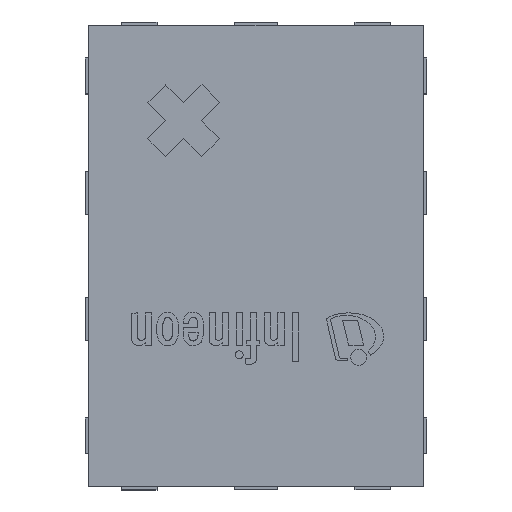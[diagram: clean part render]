
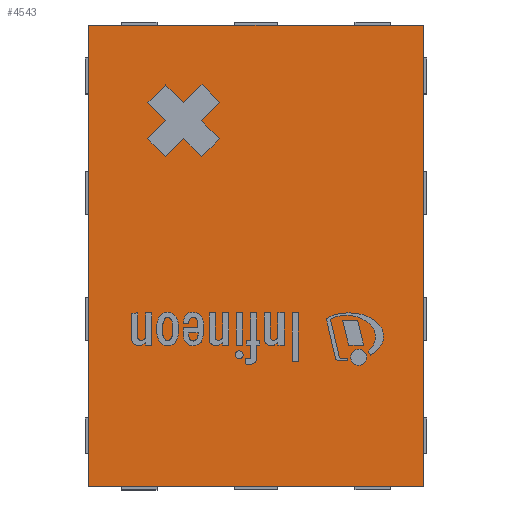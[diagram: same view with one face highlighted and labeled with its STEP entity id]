
A CAD part, top view. The second image highlights one B-rep face of the part: STEP entity #4543.
In plain terms, the highlighted planar face has unit normal (0, 0, 1).
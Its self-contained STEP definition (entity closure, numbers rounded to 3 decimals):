
#160=FACE_BOUND('',#475,.T.);
#185=FACE_OUTER_BOUND('',#474,.T.);
#474=EDGE_LOOP('',(#3070,#3071,#3072,#3073));
#475=EDGE_LOOP('',(#3074,#3075,#3076,#3077,#3078,#3079,#3080,#3081,#3082,
#3083,#3084,#3085));
#754=LINE('',#6290,#1344);
#758=LINE('',#6297,#1348);
#761=LINE('',#6303,#1351);
#764=LINE('',#6309,#1354);
#767=LINE('',#6315,#1357);
#770=LINE('',#6321,#1360);
#773=LINE('',#6327,#1363);
#776=LINE('',#6333,#1366);
#779=LINE('',#6339,#1369);
#782=LINE('',#6345,#1372);
#785=LINE('',#6351,#1375);
#787=LINE('',#6354,#1377);
#788=LINE('',#6359,#1378);
#794=LINE('',#6370,#1384);
#797=LINE('',#6377,#1387);
#799=LINE('',#6380,#1389);
#1344=VECTOR('',#5138,1.);
#1348=VECTOR('',#5144,1.);
#1351=VECTOR('',#5149,1.);
#1354=VECTOR('',#5154,1.);
#1357=VECTOR('',#5159,1.);
#1360=VECTOR('',#5164,1.);
#1363=VECTOR('',#5169,1.);
#1366=VECTOR('',#5174,1.);
#1369=VECTOR('',#5179,1.);
#1372=VECTOR('',#5184,1.);
#1375=VECTOR('',#5189,1.);
#1377=VECTOR('',#5193,1.);
#1378=VECTOR('',#5198,1.);
#1384=VECTOR('',#5206,1.);
#1387=VECTOR('',#5213,1.);
#1389=VECTOR('',#5217,1.);
#1934=VERTEX_POINT('',#6287);
#1935=VERTEX_POINT('',#6289);
#1937=VERTEX_POINT('',#6295);
#1939=VERTEX_POINT('',#6301);
#1941=VERTEX_POINT('',#6307);
#1943=VERTEX_POINT('',#6313);
#1945=VERTEX_POINT('',#6319);
#1947=VERTEX_POINT('',#6325);
#1949=VERTEX_POINT('',#6331);
#1951=VERTEX_POINT('',#6337);
#1953=VERTEX_POINT('',#6343);
#1955=VERTEX_POINT('',#6349);
#1956=VERTEX_POINT('',#6357);
#1957=VERTEX_POINT('',#6358);
#1961=VERTEX_POINT('',#6368);
#1963=VERTEX_POINT('',#6376);
#2358=EDGE_CURVE('',#1935,#1934,#754,.T.);
#2362=EDGE_CURVE('',#1934,#1937,#758,.T.);
#2365=EDGE_CURVE('',#1937,#1939,#761,.T.);
#2368=EDGE_CURVE('',#1939,#1941,#764,.T.);
#2371=EDGE_CURVE('',#1941,#1943,#767,.T.);
#2374=EDGE_CURVE('',#1943,#1945,#770,.T.);
#2377=EDGE_CURVE('',#1945,#1947,#773,.T.);
#2380=EDGE_CURVE('',#1947,#1949,#776,.T.);
#2383=EDGE_CURVE('',#1949,#1951,#779,.T.);
#2386=EDGE_CURVE('',#1951,#1953,#782,.T.);
#2389=EDGE_CURVE('',#1953,#1955,#785,.T.);
#2391=EDGE_CURVE('',#1955,#1935,#787,.T.);
#2392=EDGE_CURVE('',#1956,#1957,#788,.T.);
#2398=EDGE_CURVE('',#1957,#1961,#794,.T.);
#2401=EDGE_CURVE('',#1961,#1963,#797,.T.);
#2403=EDGE_CURVE('',#1963,#1956,#799,.T.);
#3070=ORIENTED_EDGE('',*,*,#2392,.T.);
#3071=ORIENTED_EDGE('',*,*,#2398,.T.);
#3072=ORIENTED_EDGE('',*,*,#2401,.T.);
#3073=ORIENTED_EDGE('',*,*,#2403,.T.);
#3074=ORIENTED_EDGE('',*,*,#2358,.T.);
#3075=ORIENTED_EDGE('',*,*,#2362,.T.);
#3076=ORIENTED_EDGE('',*,*,#2365,.T.);
#3077=ORIENTED_EDGE('',*,*,#2368,.T.);
#3078=ORIENTED_EDGE('',*,*,#2371,.T.);
#3079=ORIENTED_EDGE('',*,*,#2374,.T.);
#3080=ORIENTED_EDGE('',*,*,#2377,.T.);
#3081=ORIENTED_EDGE('',*,*,#2380,.T.);
#3082=ORIENTED_EDGE('',*,*,#2383,.T.);
#3083=ORIENTED_EDGE('',*,*,#2386,.T.);
#3084=ORIENTED_EDGE('',*,*,#2389,.T.);
#3085=ORIENTED_EDGE('',*,*,#2391,.T.);
#4276=PLANE('',#4871);
#4543=ADVANCED_FACE('',(#185,#160),#4276,.T.);
#4871=AXIS2_PLACEMENT_3D('',#6381,#5218,#5219);
#5138=DIRECTION('',(-0.704,0.71,0.));
#5144=DIRECTION('',(0.71,0.704,0.));
#5149=DIRECTION('',(0.704,-0.71,0.));
#5154=DIRECTION('',(0.707,0.707,0.));
#5159=DIRECTION('',(0.706,-0.709,0.));
#5164=DIRECTION('',(-0.707,-0.707,0.));
#5169=DIRECTION('',(0.707,-0.707,0.));
#5174=DIRECTION('',(-0.707,-0.707,0.));
#5179=DIRECTION('',(-0.707,0.707,0.));
#5184=DIRECTION('',(-0.707,-0.707,0.));
#5189=DIRECTION('',(-0.707,0.707,0.));
#5193=DIRECTION('',(0.707,0.707,0.));
#5198=DIRECTION('',(-1.,0.,0.));
#5206=DIRECTION('',(0.,-1.,0.));
#5213=DIRECTION('',(1.,0.,0.));
#5217=DIRECTION('',(0.,1.,0.));
#5218=DIRECTION('center_axis',(0.,0.,1.));
#5219=DIRECTION('ref_axis',(-1.,0.,0.));
#6287=CARTESIAN_POINT('',(-0.3,0.425,0.4));
#6289=CARTESIAN_POINT('',(-0.25,0.375,0.4));
#6290=CARTESIAN_POINT('',(-0.119,0.243,0.4));
#6295=CARTESIAN_POINT('',(-0.25,0.474,0.4));
#6297=CARTESIAN_POINT('',(-0.306,0.419,0.4));
#6301=CARTESIAN_POINT('',(-0.201,0.425,0.4));
#6303=CARTESIAN_POINT('',(-0.045,0.267,0.4));
#6307=CARTESIAN_POINT('',(-0.15,0.476,0.4));
#6309=CARTESIAN_POINT('',(-0.231,0.394,0.4));
#6313=CARTESIAN_POINT('',(-0.101,0.426,0.4));
#6315=CARTESIAN_POINT('',(0.031,0.294,0.4));
#6319=CARTESIAN_POINT('',(-0.152,0.375,0.4));
#6321=CARTESIAN_POINT('',(-0.207,0.319,0.4));
#6325=CARTESIAN_POINT('',(-0.102,0.325,0.4));
#6327=CARTESIAN_POINT('',(0.005,0.218,0.4));
#6331=CARTESIAN_POINT('',(-0.151,0.276,0.4));
#6333=CARTESIAN_POINT('',(-0.182,0.244,0.4));
#6337=CARTESIAN_POINT('',(-0.201,0.325,0.4));
#6339=CARTESIAN_POINT('',(-0.069,0.194,0.4));
#6343=CARTESIAN_POINT('',(-0.251,0.275,0.4));
#6345=CARTESIAN_POINT('',(-0.257,0.269,0.4));
#6349=CARTESIAN_POINT('',(-0.301,0.325,0.4));
#6351=CARTESIAN_POINT('',(-0.144,0.169,0.4));
#6354=CARTESIAN_POINT('',(-0.282,0.344,0.4));
#6357=CARTESIAN_POINT('',(0.465,0.64,0.4));
#6358=CARTESIAN_POINT('',(-0.465,0.64,0.4));
#6359=CARTESIAN_POINT('',(0.,0.64,0.4));
#6368=CARTESIAN_POINT('',(-0.465,-0.64,0.4));
#6370=CARTESIAN_POINT('',(-0.465,-0.64,0.4));
#6376=CARTESIAN_POINT('',(0.465,-0.64,0.4));
#6377=CARTESIAN_POINT('',(0.,-0.64,0.4));
#6380=CARTESIAN_POINT('',(0.465,0.64,0.4));
#6381=CARTESIAN_POINT('Origin',(0.,0.,0.4));
